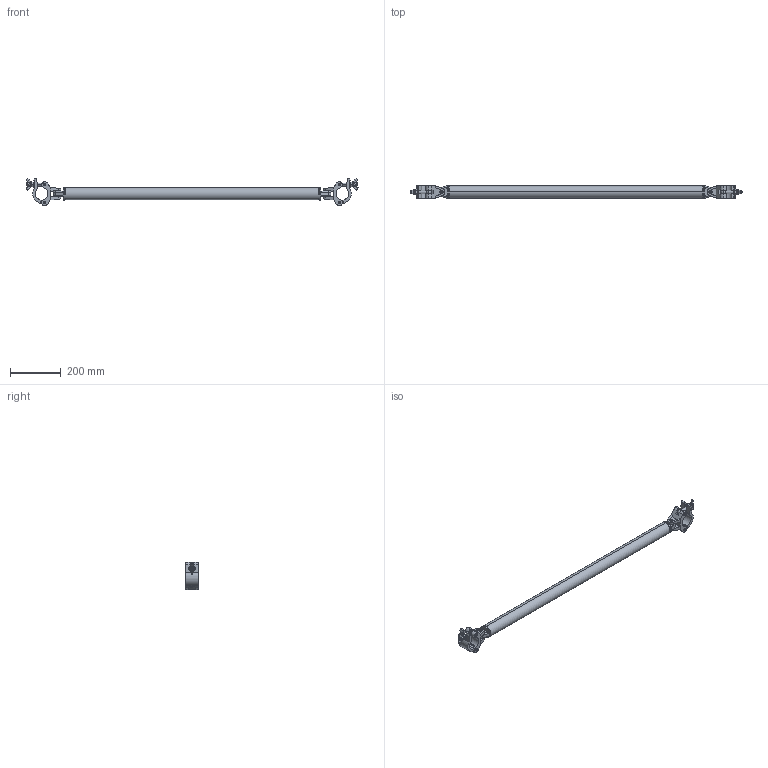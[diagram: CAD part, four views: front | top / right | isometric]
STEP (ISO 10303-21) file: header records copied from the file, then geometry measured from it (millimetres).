
FILE_DESCRIPTION (( 'STEP AP203' ), '1' );
FILE_NAME ('T57328 & T5732801.STEP', '2018-08-07T13:11:57', ( '' ), ( '' ), 'SwSTEP 2.0', 'SolidWorks 2016', '' );
FILE_SCHEMA (( 'CONFIG_CONTROL_DESIGN' ));
Length unit declared in the file: millimetre
Products named in the file (13): F883_DIN 315-M12-GT-C-N; T58754; TH157_NO SWL; Hex Nut Style 1 GradeAB_Doughty Fastners_Hexagon Nut ISO - 4032 - M12 - D - S; T78000; T57328 & T5732801; F790; TH566; A Washer_Bright washer BS 4320 - M12 (Form A); TH152; TH3363_TH3386; TH2001_TH2001 - 50MM WIDE; TH1675
Assembly tree (21 placements, depth 3):
  T57328 & T5732801
    TH1675
      TH3363_TH3386
      T58754  x2
    F790  x6
    T78000  x2
      TH566
      A Washer_Bright washer BS 4320 - M12 (Form A)
      Hex Nut Style 1 GradeAB_Doughty Fastners_Hexagon Nut ISO - 4032 - M12 - D - S
      F883_DIN 315-M12-GT-C-N
    TH157_NO SWL  x2
      TH2001_TH2001 - 50MM WIDE
    TH152  x2
Bounding box: 1303.31 x 50 x 107.2 mm (x, y, z)
Volume: 990334.5 mm3; surface area: 419601.6 mm2
Topology: 21 solids, 21 shells, 890 faces, 2176 edges, 1340 vertices
Faces by surface type: plane 336, cylinder 224, cone 152, bspline 136, sphere 22, torus 20
Entity records: 17213 total; most frequent: CARTESIAN_POINT 6149, ORIENTED_EDGE 2022, DIRECTION 1865, EDGE_CURVE 1011, AXIS2_PLACEMENT_3D 666, VERTEX_POINT 626, VECTOR 533, LINE 533
